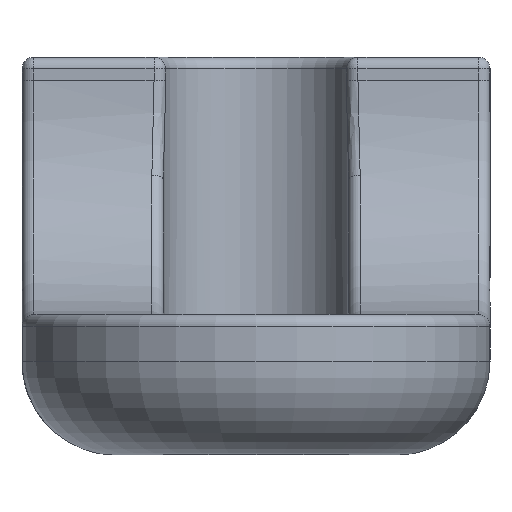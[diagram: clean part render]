
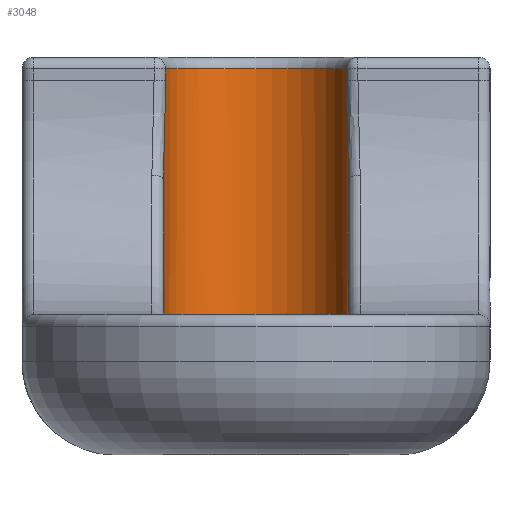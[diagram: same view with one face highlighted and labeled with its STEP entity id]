
A CAD part, left-side view. The second image highlights one B-rep face of the part: STEP entity #3048.
In plain terms, the highlighted cylindrical face has radius 3.95 mm (diameter 7.9 mm), a partial arc.
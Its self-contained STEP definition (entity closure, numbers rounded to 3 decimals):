
#48=B_SPLINE_CURVE_WITH_KNOTS('',3,(#4764,#4765,#4766,#4767),
 .UNSPECIFIED.,.F.,.F.,(4,4),(0.,0.438),.UNSPECIFIED.);
#49=B_SPLINE_CURVE_WITH_KNOTS('',3,(#4843,#4844,#4845,#4846),
 .UNSPECIFIED.,.F.,.F.,(4,4),(-0.438,0.),.UNSPECIFIED.);
#309=FACE_OUTER_BOUND('',#494,.T.);
#494=EDGE_LOOP('',(#2748,#2749,#2750,#2751,#2752,#2753,#2754,#2755,#2756));
#600=LINE('',#4736,#842);
#610=LINE('',#4855,#852);
#646=LINE('',#5022,#888);
#738=LINE('',#5534,#980);
#739=LINE('',#5535,#981);
#842=VECTOR('',#3734,10.);
#852=VECTOR('',#3806,10.);
#888=VECTOR('',#3988,10.);
#980=VECTOR('',#4354,10.);
#981=VECTOR('',#4355,10.);
#1075=CIRCLE('',#3197,3.95);
#1164=CIRCLE('',#3410,3.95);
#1290=VERTEX_POINT('',#4693);
#1300=VERTEX_POINT('',#4728);
#1301=VERTEX_POINT('',#4732);
#1303=VERTEX_POINT('',#4757);
#1321=VERTEX_POINT('',#4817);
#1323=VERTEX_POINT('',#4842);
#1362=VERTEX_POINT('',#5021);
#1437=VERTEX_POINT('',#5531);
#1438=VERTEX_POINT('',#5533);
#1611=EDGE_CURVE('',#1290,#1301,#600,.T.);
#1614=EDGE_CURVE('',#1301,#1303,#48,.T.);
#1642=EDGE_CURVE('',#1321,#1323,#49,.T.);
#1646=EDGE_CURVE('',#1323,#1300,#610,.T.);
#1647=EDGE_CURVE('',#1300,#1290,#1075,.T.);
#1723=EDGE_CURVE('',#1303,#1362,#646,.T.);
#1879=EDGE_CURVE('',#1438,#1437,#738,.T.);
#1880=EDGE_CURVE('',#1321,#1438,#739,.F.);
#1884=EDGE_CURVE('',#1437,#1362,#1164,.T.);
#2748=ORIENTED_EDGE('',*,*,#1642,.F.);
#2749=ORIENTED_EDGE('',*,*,#1880,.T.);
#2750=ORIENTED_EDGE('',*,*,#1879,.T.);
#2751=ORIENTED_EDGE('',*,*,#1884,.T.);
#2752=ORIENTED_EDGE('',*,*,#1723,.F.);
#2753=ORIENTED_EDGE('',*,*,#1614,.F.);
#2754=ORIENTED_EDGE('',*,*,#1611,.F.);
#2755=ORIENTED_EDGE('',*,*,#1647,.F.);
#2756=ORIENTED_EDGE('',*,*,#1646,.F.);
#2878=CYLINDRICAL_SURFACE('',#3409,3.95);
#3048=ADVANCED_FACE('',(#309),#2878,.F.);
#3197=AXIS2_PLACEMENT_3D('',#4857,#3809,#3810);
#3409=AXIS2_PLACEMENT_3D('',#5542,#4364,#4365);
#3410=AXIS2_PLACEMENT_3D('',#5543,#4366,#4367);
#3734=DIRECTION('',(0.,0.,-1.));
#3806=DIRECTION('',(0.,0.,1.));
#3809=DIRECTION('center_axis',(0.,0.,-1.));
#3810=DIRECTION('ref_axis',(1.,0.,0.));
#3988=DIRECTION('',(0.,0.,-1.));
#4354=DIRECTION('',(0.,0.,-1.));
#4355=DIRECTION('',(0.,0.,1.));
#4364=DIRECTION('center_axis',(0.,0.,-1.));
#4365=DIRECTION('ref_axis',(1.,0.,0.));
#4366=DIRECTION('center_axis',(0.,0.,-1.));
#4367=DIRECTION('ref_axis',(-0.102,0.995,0.));
#4693=CARTESIAN_POINT('',(25.199,-3.868,16.5));
#4728=CARTESIAN_POINT('',(25.199,3.868,16.5));
#4732=CARTESIAN_POINT('',(25.199,-3.868,16.));
#4736=CARTESIAN_POINT('',(25.199,-3.868,6.));
#4757=CARTESIAN_POINT('',(24.4,-3.95,11.747));
#4764=CARTESIAN_POINT('Ctrl Pts',(25.199,-3.868,16.));
#4765=CARTESIAN_POINT('Ctrl Pts',(25.199,-3.868,14.54));
#4766=CARTESIAN_POINT('Ctrl Pts',(24.925,-3.95,13.082));
#4767=CARTESIAN_POINT('Ctrl Pts',(24.4,-3.95,11.747));
#4817=CARTESIAN_POINT('',(24.4,3.95,11.747));
#4842=CARTESIAN_POINT('',(25.199,3.868,16.));
#4843=CARTESIAN_POINT('Ctrl Pts',(24.4,3.95,11.747));
#4844=CARTESIAN_POINT('Ctrl Pts',(24.925,3.95,13.082));
#4845=CARTESIAN_POINT('Ctrl Pts',(25.199,3.868,14.54));
#4846=CARTESIAN_POINT('Ctrl Pts',(25.199,3.868,16.));
#4855=CARTESIAN_POINT('',(25.199,3.868,6.));
#4857=CARTESIAN_POINT('Origin',(24.4,0.,16.5));
#5021=CARTESIAN_POINT('',(24.4,-3.95,1.));
#5022=CARTESIAN_POINT('',(24.4,-3.95,6.));
#5531=CARTESIAN_POINT('',(24.4,3.95,1.));
#5533=CARTESIAN_POINT('',(24.4,3.95,6.));
#5534=CARTESIAN_POINT('',(24.4,3.95,6.));
#5535=CARTESIAN_POINT('',(24.4,3.95,6.));
#5542=CARTESIAN_POINT('Origin',(24.4,0.,6.));
#5543=CARTESIAN_POINT('Origin',(24.4,0.,1.));
